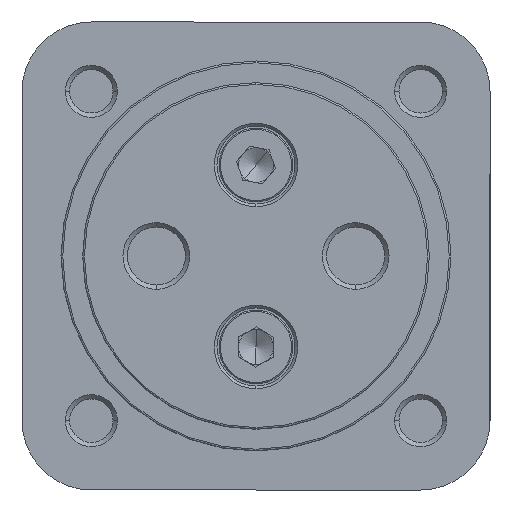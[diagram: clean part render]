
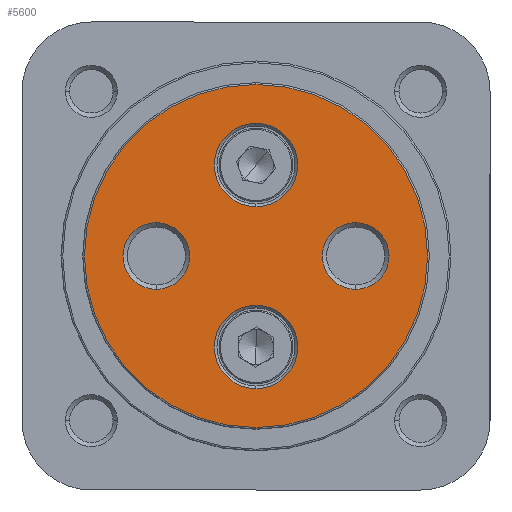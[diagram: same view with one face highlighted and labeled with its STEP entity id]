
A CAD part, left-side view. The second image highlights one B-rep face of the part: STEP entity #5600.
In plain terms, the highlighted planar face has unit normal (-1, 0, 0).
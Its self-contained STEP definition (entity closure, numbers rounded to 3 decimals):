
#2451 = CARTESIAN_POINT ( 'NONE',  ( 0., 0., 0. ) ) ;
#2460 = PLANE ( 'NONE',  #4376 ) ;
#2463 = DIRECTION ( 'NONE',  ( 1., 0., 0. ) ) ;
#2464 = DIRECTION ( 'NONE',  ( 0., 0., -1. ) ) ;
#2575 = CARTESIAN_POINT ( 'NONE',  ( 0., 0., 0. ) ) ;
#2581 = DIRECTION ( 'NONE',  ( -1., 0., 0. ) ) ;
#2582 = DIRECTION ( 'NONE',  ( 0., 0., -1. ) ) ;
#2637 = CARTESIAN_POINT ( 'NONE',  ( 0., 0., 10.5 ) ) ;
#2638 = DIRECTION ( 'NONE',  ( 1., 0., 0. ) ) ;
#2639 = DIRECTION ( 'NONE',  ( 0., 0., -1. ) ) ;
#2647 = CARTESIAN_POINT ( 'NONE',  ( 0., 0., -10.5 ) ) ;
#2648 = DIRECTION ( 'NONE',  ( 1., 0., 0. ) ) ;
#2649 = DIRECTION ( 'NONE',  ( 0., 0., -1. ) ) ;
#2717 = CARTESIAN_POINT ( 'NONE',  ( 0., 11.5, 0. ) ) ;
#2718 = DIRECTION ( 'NONE',  ( 1., 0., 0. ) ) ;
#2719 = DIRECTION ( 'NONE',  ( 0., 0., -1. ) ) ;
#2727 = CARTESIAN_POINT ( 'NONE',  ( 0., -11.5, 0. ) ) ;
#2728 = DIRECTION ( 'NONE',  ( 1., 0., 0. ) ) ;
#2729 = DIRECTION ( 'NONE',  ( 0., 0., -1. ) ) ;
#2847 = CARTESIAN_POINT ( 'NONE',  ( 0., 0., 0. ) ) ;
#2851 = CARTESIAN_POINT ( 'NONE',  ( 0., 0., -10.5 ) ) ;
#2855 = DIRECTION ( 'NONE',  ( -1., 0., 0. ) ) ;
#2856 = DIRECTION ( 'NONE',  ( 0., 0., -1. ) ) ;
#2858 = DIRECTION ( 'NONE',  ( 1., 0., 0. ) ) ;
#2859 = DIRECTION ( 'NONE',  ( 0., 0., -1. ) ) ;
#3019 = CARTESIAN_POINT ( 'NONE',  ( 0., 0., 10.5 ) ) ;
#3024 = CARTESIAN_POINT ( 'NONE',  ( 0., 11.5, 0. ) ) ;
#3028 = DIRECTION ( 'NONE',  ( 1., 0., 0. ) ) ;
#3029 = DIRECTION ( 'NONE',  ( 0., 0., -1. ) ) ;
#3030 = DIRECTION ( 'NONE',  ( 1., 0., 0. ) ) ;
#3031 = DIRECTION ( 'NONE',  ( 0., 0., -1. ) ) ;
#3036 = CARTESIAN_POINT ( 'NONE',  ( 0., -11.5, 0. ) ) ;
#3043 = DIRECTION ( 'NONE',  ( 1., 0., 0. ) ) ;
#3044 = DIRECTION ( 'NONE',  ( 0., 0., -1. ) ) ;
#3098 = CARTESIAN_POINT ( 'NONE',  ( 0., 0., 15.3 ) ) ;
#3252 = CIRCLE ( 'NONE', #4451, 19.8 ) ;
#3253 = CIRCLE ( 'NONE', #4450, 4.8 ) ;
#3343 = CIRCLE ( 'NONE', #4488, 4.8 ) ;
#3344 = CIRCLE ( 'NONE', #4490, 3.85 ) ;
#3350 = CIRCLE ( 'NONE', #4494, 3.85 ) ;
#3450 = EDGE_LOOP ( 'NONE', ( #7873, #7872 ) ) ;
#3451 = EDGE_LOOP ( 'NONE', ( #7871, #7870 ) ) ;
#4376 = AXIS2_PLACEMENT_3D ( 'NONE', #2451, #2463, #2464 ) ;
#4400 = AXIS2_PLACEMENT_3D ( 'NONE', #2575, #2581, #2582 ) ;
#4418 = AXIS2_PLACEMENT_3D ( 'NONE', #2637, #2638, #2639 ) ;
#4419 = AXIS2_PLACEMENT_3D ( 'NONE', #2647, #2648, #2649 ) ;
#4435 = AXIS2_PLACEMENT_3D ( 'NONE', #2717, #2718, #2719 ) ;
#4436 = AXIS2_PLACEMENT_3D ( 'NONE', #2727, #2728, #2729 ) ;
#4450 = AXIS2_PLACEMENT_3D ( 'NONE', #2851, #2858, #2859 ) ;
#4451 = AXIS2_PLACEMENT_3D ( 'NONE', #2847, #2855, #2856 ) ;
#4488 = AXIS2_PLACEMENT_3D ( 'NONE', #3019, #3028, #3029 ) ;
#4490 = AXIS2_PLACEMENT_3D ( 'NONE', #3024, #3030, #3031 ) ;
#4494 = AXIS2_PLACEMENT_3D ( 'NONE', #3036, #3043, #3044 ) ;
#4865 = EDGE_LOOP ( 'NONE', ( #7875, #7874 ) ) ;
#4876 = EDGE_LOOP ( 'NONE', ( #7869, #7868 ) ) ;
#4883 = EDGE_LOOP ( 'NONE', ( #7867, #7866 ) ) ;
#4960 = VERTEX_POINT ( 'NONE', #6564 ) ;
#4970 = VERTEX_POINT ( 'NONE', #6574 ) ;
#5015 = VERTEX_POINT ( 'NONE', #6619 ) ;
#5043 = VERTEX_POINT ( 'NONE', #6647 ) ;
#5150 = VERTEX_POINT ( 'NONE', #6754 ) ;
#5165 = VERTEX_POINT ( 'NONE', #6769 ) ;
#5172 = VERTEX_POINT ( 'NONE', #6776 ) ;
#5177 = VERTEX_POINT ( 'NONE', #6781 ) ;
#5235 = VERTEX_POINT ( 'NONE', #6839 ) ;
#5600 = ADVANCED_FACE ( 'NONE', ( #7547, #7553, #7555, #7557, #7543 ), #2460, .F. ) ;
#6564 = CARTESIAN_POINT ( 'NONE',  ( 0., 11.5, 3.85 ) ) ;
#6574 = CARTESIAN_POINT ( 'NONE',  ( 0., 0., -5.7 ) ) ;
#6619 = CARTESIAN_POINT ( 'NONE',  ( 0., -11.5, 3.85 ) ) ;
#6647 = CARTESIAN_POINT ( 'NONE',  ( 0., 11.5, -3.85 ) ) ;
#6754 = CARTESIAN_POINT ( 'NONE',  ( 0., -11.5, -3.85 ) ) ;
#6769 = CARTESIAN_POINT ( 'NONE',  ( 0., 0., -19.8 ) ) ;
#6776 = CARTESIAN_POINT ( 'NONE',  ( 0., 0., -15.3 ) ) ;
#6781 = CARTESIAN_POINT ( 'NONE',  ( 0., 0., 19.8 ) ) ;
#6839 = CARTESIAN_POINT ( 'NONE',  ( 0., 0., 5.7 ) ) ;
#7543 = FACE_BOUND ( 'NONE', #4883, .T. ) ;
#7547 = FACE_OUTER_BOUND ( 'NONE', #4865, .T. ) ;
#7553 = FACE_BOUND ( 'NONE', #3450, .T. ) ;
#7555 = FACE_BOUND ( 'NONE', #3451, .T. ) ;
#7557 = FACE_BOUND ( 'NONE', #4876, .T. ) ;
#7624 = CIRCLE ( 'NONE', #4400, 19.8 ) ;
#7647 = CIRCLE ( 'NONE', #4418, 4.8 ) ;
#7653 = CIRCLE ( 'NONE', #4419, 4.8 ) ;
#7695 = CIRCLE ( 'NONE', #4435, 3.85 ) ;
#7701 = CIRCLE ( 'NONE', #4436, 3.85 ) ;
#7866 = ORIENTED_EDGE ( 'NONE', *, *, #8482, .T. ) ;
#7867 = ORIENTED_EDGE ( 'NONE', *, *, #8316, .T. ) ;
#7868 = ORIENTED_EDGE ( 'NONE', *, *, #8486, .T. ) ;
#7869 = ORIENTED_EDGE ( 'NONE', *, *, #8320, .T. ) ;
#7870 = ORIENTED_EDGE ( 'NONE', *, *, #8481, .T. ) ;
#7871 = ORIENTED_EDGE ( 'NONE', *, *, #8284, .T. ) ;
#7872 = ORIENTED_EDGE ( 'NONE', *, *, #8416, .T. ) ;
#7873 = ORIENTED_EDGE ( 'NONE', *, *, #8288, .T. ) ;
#7874 = ORIENTED_EDGE ( 'NONE', *, *, #8265, .T. ) ;
#7875 = ORIENTED_EDGE ( 'NONE', *, *, #8415, .T. ) ;
#8265 = EDGE_CURVE ( 'NONE', #5177, #5165, #7624, .T. ) ;
#8284 = EDGE_CURVE ( 'NONE', #8548, #5235, #7647, .T. ) ;
#8288 = EDGE_CURVE ( 'NONE', #4970, #5172, #7653, .T. ) ;
#8316 = EDGE_CURVE ( 'NONE', #4960, #5043, #7695, .T. ) ;
#8320 = EDGE_CURVE ( 'NONE', #5015, #5150, #7701, .T. ) ;
#8415 = EDGE_CURVE ( 'NONE', #5165, #5177, #3252, .T. ) ;
#8416 = EDGE_CURVE ( 'NONE', #5172, #4970, #3253, .T. ) ;
#8481 = EDGE_CURVE ( 'NONE', #5235, #8548, #3343, .T. ) ;
#8482 = EDGE_CURVE ( 'NONE', #5043, #4960, #3344, .T. ) ;
#8486 = EDGE_CURVE ( 'NONE', #5150, #5015, #3350, .T. ) ;
#8548 = VERTEX_POINT ( 'NONE', #3098 ) ;
